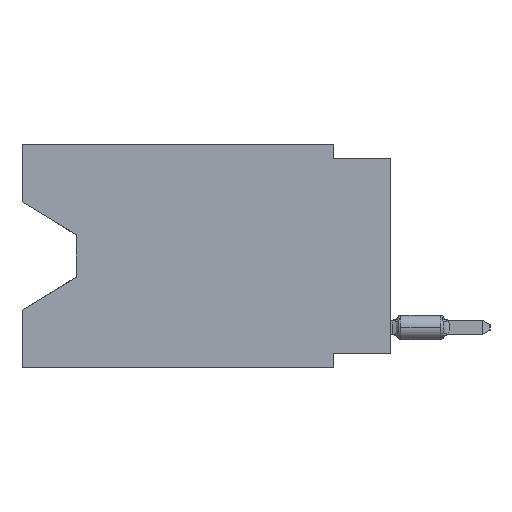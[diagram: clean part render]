
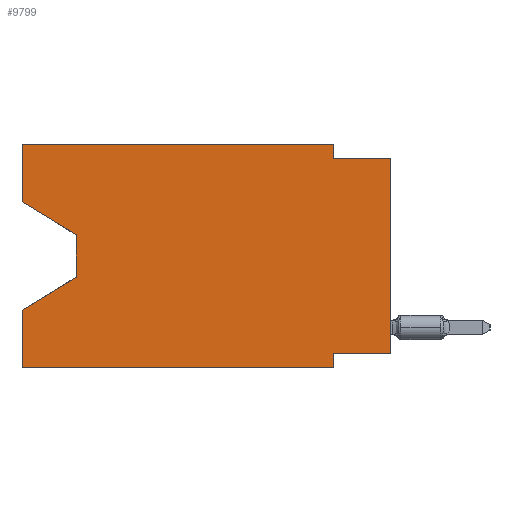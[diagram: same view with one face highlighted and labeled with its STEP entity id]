
A CAD part, left-side view. The second image highlights one B-rep face of the part: STEP entity #9799.
In plain terms, the highlighted planar face has unit normal (-1, 0, 0).
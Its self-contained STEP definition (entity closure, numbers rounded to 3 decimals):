
#2484 = CARTESIAN_POINT ( 'NONE',  ( 0., 2.54, 0. ) ) ;
#2625 = DIRECTION ( 'NONE',  ( 0., 0., -1. ) ) ;
#4122 = DIRECTION ( 'NONE',  ( 0., 0.855, -0.519 ) ) ;
#4426 = VERTEX_POINT ( 'NONE', #59461 ) ;
#4872 = ORIENTED_EDGE ( 'NONE', *, *, #53002, .T. ) ;
#5200 = VERTEX_POINT ( 'NONE', #54103 ) ;
#5409 = ORIENTED_EDGE ( 'NONE', *, *, #32292, .F. ) ;
#5780 = VECTOR ( 'NONE', #20386, 1000. ) ;
#5871 = FACE_OUTER_BOUND ( 'NONE', #57597, .T. ) ;
#6361 = VERTEX_POINT ( 'NONE', #53516 ) ;
#9182 = VECTOR ( 'NONE', #10967, 1000. ) ;
#9234 = DIRECTION ( 'NONE',  ( 0., 0., -1. ) ) ;
#9799 = ADVANCED_FACE ( 'NONE', ( #5871 ), #56253, .F. ) ;
#9894 = VERTEX_POINT ( 'NONE', #13873 ) ;
#10015 = VERTEX_POINT ( 'NONE', #30410 ) ;
#10068 = EDGE_CURVE ( 'NONE', #6361, #38573, #26388, .T. ) ;
#10668 = VECTOR ( 'NONE', #27244, 1000. ) ;
#10967 = DIRECTION ( 'NONE',  ( 0., 0., -1. ) ) ;
#11599 = LINE ( 'NONE', #15631, #24698 ) ;
#12543 = EDGE_CURVE ( 'NONE', #44282, #9894, #26640, .T. ) ;
#12586 = VECTOR ( 'NONE', #9234, 1000. ) ;
#13134 = CARTESIAN_POINT ( 'NONE',  ( 0., 0., -0.635 ) ) ;
#13873 = CARTESIAN_POINT ( 'NONE',  ( 0., 16.383, -7.36 ) ) ;
#14178 = DIRECTION ( 'NONE',  ( 1., 0., 0. ) ) ;
#15631 = CARTESIAN_POINT ( 'NONE',  ( 0., 0., 0. ) ) ;
#16675 = VECTOR ( 'NONE', #4122, 1000. ) ;
#17121 = VERTEX_POINT ( 'NONE', #2484 ) ;
#17782 = CARTESIAN_POINT ( 'NONE',  ( 0., 16.383, -9.906 ) ) ;
#20386 = DIRECTION ( 'NONE',  ( 0., -1., 0. ) ) ;
#21198 = EDGE_CURVE ( 'NONE', #37186, #47020, #60484, .T. ) ;
#21294 = EDGE_CURVE ( 'NONE', #6361, #4426, #11599, .T. ) ;
#24136 = VERTEX_POINT ( 'NONE', #50708 ) ;
#24698 = VECTOR ( 'NONE', #34352, 1000. ) ;
#25137 = ORIENTED_EDGE ( 'NONE', *, *, #21294, .T. ) ;
#25725 = ORIENTED_EDGE ( 'NONE', *, *, #33436, .F. ) ;
#25972 = CARTESIAN_POINT ( 'NONE',  ( 0., 2.54, -9.906 ) ) ;
#26323 = VECTOR ( 'NONE', #50329, 1000. ) ;
#26388 = LINE ( 'NONE', #41423, #46212 ) ;
#26640 = LINE ( 'NONE', #41378, #27051 ) ;
#26859 = LINE ( 'NONE', #25972, #33636 ) ;
#27051 = VECTOR ( 'NONE', #55218, 1000. ) ;
#27244 = DIRECTION ( 'NONE',  ( 0., -1., 0. ) ) ;
#28068 = CARTESIAN_POINT ( 'NONE',  ( 0., 13.97, -5.893 ) ) ;
#29393 = LINE ( 'NONE', #53047, #9182 ) ;
#30228 = EDGE_CURVE ( 'NONE', #37186, #5200, #34395, .T. ) ;
#30410 = CARTESIAN_POINT ( 'NONE',  ( 0., 2.54, -0.635 ) ) ;
#31483 = VECTOR ( 'NONE', #49400, 1000. ) ;
#31761 = ORIENTED_EDGE ( 'NONE', *, *, #40547, .F. ) ;
#32292 = EDGE_CURVE ( 'NONE', #38573, #24136, #26859, .T. ) ;
#32830 = ORIENTED_EDGE ( 'NONE', *, *, #40001, .F. ) ;
#32843 = CARTESIAN_POINT ( 'NONE',  ( 0., 2.54, -9.271 ) ) ;
#32899 = DIRECTION ( 'NONE',  ( 0., 0., -1. ) ) ;
#32905 = ORIENTED_EDGE ( 'NONE', *, *, #10068, .F. ) ;
#33436 = EDGE_CURVE ( 'NONE', #17121, #10015, #29393, .T. ) ;
#33544 = VECTOR ( 'NONE', #37417, 1000. ) ;
#33636 = VECTOR ( 'NONE', #2625, 1000. ) ;
#34352 = DIRECTION ( 'NONE',  ( 0., 0., 1. ) ) ;
#34395 = LINE ( 'NONE', #34982, #31483 ) ;
#34811 = CARTESIAN_POINT ( 'NONE',  ( 0., 16.383, 0. ) ) ;
#34982 = CARTESIAN_POINT ( 'NONE',  ( 0., 16.383, -2.546 ) ) ;
#35407 = LINE ( 'NONE', #34811, #5780 ) ;
#37186 = VERTEX_POINT ( 'NONE', #58474 ) ;
#37417 = DIRECTION ( 'NONE',  ( 0., 0., 1. ) ) ;
#37578 = ORIENTED_EDGE ( 'NONE', *, *, #21198, .F. ) ;
#38573 = VERTEX_POINT ( 'NONE', #32843 ) ;
#40001 = EDGE_CURVE ( 'NONE', #47020, #17121, #35407, .T. ) ;
#40547 = EDGE_CURVE ( 'NONE', #10015, #4426, #55211, .T. ) ;
#41345 = ORIENTED_EDGE ( 'NONE', *, *, #55121, .T. ) ;
#41378 = CARTESIAN_POINT ( 'NONE',  ( 0., 16.383, 0. ) ) ;
#41423 = CARTESIAN_POINT ( 'NONE',  ( 0., 0., -9.271 ) ) ;
#41867 = EDGE_CURVE ( 'NONE', #55977, #9894, #55717, .T. ) ;
#44282 = VERTEX_POINT ( 'NONE', #17782 ) ;
#44823 = CARTESIAN_POINT ( 'NONE',  ( 0., 16.383, -9.906 ) ) ;
#46073 = AXIS2_PLACEMENT_3D ( 'NONE', #57160, #14178, #32899 ) ;
#46212 = VECTOR ( 'NONE', #59567, 1000. ) ;
#47020 = VERTEX_POINT ( 'NONE', #54107 ) ;
#48449 = ORIENTED_EDGE ( 'NONE', *, *, #30228, .T. ) ;
#49400 = DIRECTION ( 'NONE',  ( 0., -0.855, -0.519 ) ) ;
#50329 = DIRECTION ( 'NONE',  ( 0., -1., 0. ) ) ;
#50370 = CARTESIAN_POINT ( 'NONE',  ( 0., 13.97, -4.013 ) ) ;
#50708 = CARTESIAN_POINT ( 'NONE',  ( 0., 2.54, -9.906 ) ) ;
#50994 = LINE ( 'NONE', #50370, #12586 ) ;
#51344 = CARTESIAN_POINT ( 'NONE',  ( 0., 13.97, -5.893 ) ) ;
#51490 = LINE ( 'NONE', #44823, #26323 ) ;
#53002 = EDGE_CURVE ( 'NONE', #5200, #55977, #50994, .T. ) ;
#53047 = CARTESIAN_POINT ( 'NONE',  ( 0., 2.54, 0. ) ) ;
#53516 = CARTESIAN_POINT ( 'NONE',  ( 0., 0., -9.271 ) ) ;
#54103 = CARTESIAN_POINT ( 'NONE',  ( 0., 13.97, -4.013 ) ) ;
#54107 = CARTESIAN_POINT ( 'NONE',  ( 0., 16.383, 0. ) ) ;
#55081 = ORIENTED_EDGE ( 'NONE', *, *, #41867, .T. ) ;
#55099 = ORIENTED_EDGE ( 'NONE', *, *, #12543, .F. ) ;
#55121 = EDGE_CURVE ( 'NONE', #44282, #24136, #51490, .T. ) ;
#55211 = LINE ( 'NONE', #13134, #10668 ) ;
#55218 = DIRECTION ( 'NONE',  ( 0., 0., 1. ) ) ;
#55717 = LINE ( 'NONE', #28068, #16675 ) ;
#55977 = VERTEX_POINT ( 'NONE', #51344 ) ;
#56253 = PLANE ( 'NONE',  #46073 ) ;
#56486 = CARTESIAN_POINT ( 'NONE',  ( 0., 16.383, 0. ) ) ;
#57160 = CARTESIAN_POINT ( 'NONE',  ( 0., 16.383, 0. ) ) ;
#57597 = EDGE_LOOP ( 'NONE', ( #48449, #4872, #55081, #55099, #41345, #5409, #32905, #25137, #31761, #25725, #32830, #37578 ) ) ;
#58474 = CARTESIAN_POINT ( 'NONE',  ( 0., 16.383, -2.546 ) ) ;
#59461 = CARTESIAN_POINT ( 'NONE',  ( 0., 0., -0.635 ) ) ;
#59567 = DIRECTION ( 'NONE',  ( 0., 1., 0. ) ) ;
#60484 = LINE ( 'NONE', #56486, #33544 ) ;
